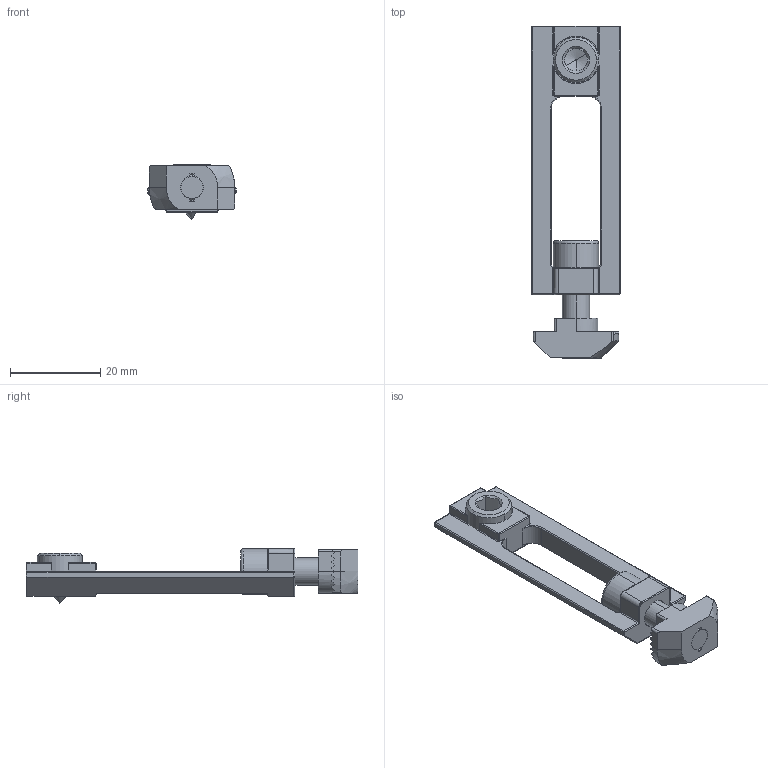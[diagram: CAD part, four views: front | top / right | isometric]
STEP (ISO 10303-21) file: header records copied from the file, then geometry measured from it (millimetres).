
FILE_DESCRIPTION (( 'STEP AP203' ), '1' );
FILE_NAME ('151245.step', '2021-06-03T16:40:44', ( '' ), ( '' ), 'SwSTEP 2.0', 'SolidWorks 2021', '' );
FILE_SCHEMA (( 'CONFIG_CONTROL_DESIGN' ));
Length unit declared in the file: millimetre
Products named in the file (1): 151245
Bounding box: 19.5 x 73.5 x 12 mm (x, y, z)
Volume: 5255.4 mm3; surface area: 4886.9 mm2
Topology: 4 solids, 4 shells, 237 faces, 599 edges, 360 vertices
Faces by surface type: plane 97, cylinder 88, cone 19, torus 17, sphere 10, bspline 6
Entity records: 7704 total; most frequent: CARTESIAN_POINT 2169, ORIENTED_EDGE 1174, DIRECTION 1117, EDGE_CURVE 587, AXIS2_PLACEMENT_3D 408, VERTEX_POINT 360, LINE 301, VECTOR 301
